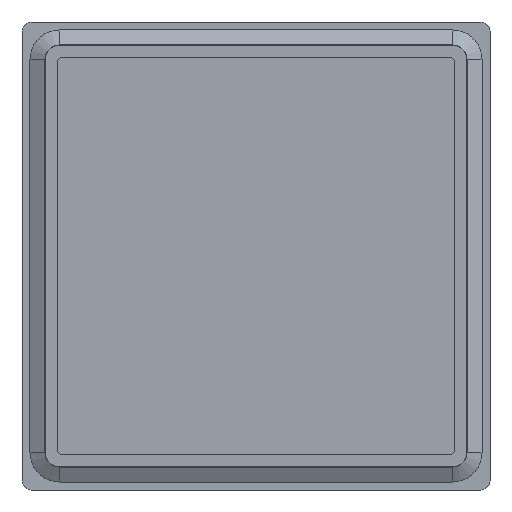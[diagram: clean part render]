
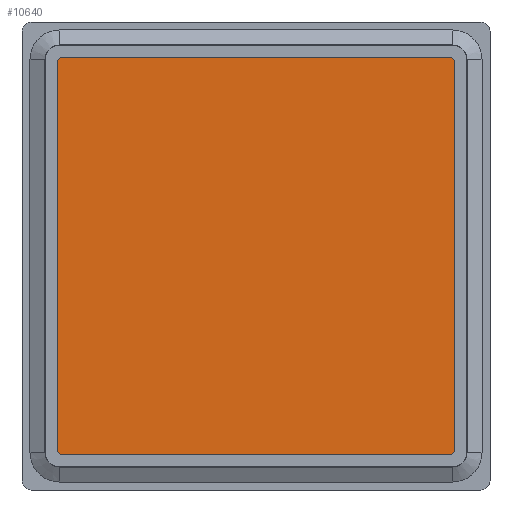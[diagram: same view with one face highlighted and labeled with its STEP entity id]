
A CAD part, front view. The second image highlights one B-rep face of the part: STEP entity #10640.
In plain terms, the highlighted planar face has unit normal (0, -1, 0).
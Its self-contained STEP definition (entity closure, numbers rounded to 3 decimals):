
#191 = CIRCLE ( 'NONE', #1784, 0.5 ) ;
#258 = AXIS2_PLACEMENT_3D ( 'NONE', #2670, #11787, #5280 ) ;
#329 = CARTESIAN_POINT ( 'NONE',  ( -22.5, 0., -21.2 ) ) ;
#419 = DIRECTION ( 'NONE',  ( 0., 0., -1. ) ) ;
#1353 = LINE ( 'NONE', #8472, #15562 ) ;
#1355 = VERTEX_POINT ( 'NONE', #16176 ) ;
#1380 = PLANE ( 'NONE',  #258 ) ;
#1424 = AXIS2_PLACEMENT_3D ( 'NONE', #4256, #1640, #419 ) ;
#1460 = VECTOR ( 'NONE', #9559, 1000. ) ;
#1640 = DIRECTION ( 'NONE',  ( 0., -1., 0. ) ) ;
#1784 = AXIS2_PLACEMENT_3D ( 'NONE', #9855, #2454, #10310 ) ;
#2046 = VERTEX_POINT ( 'NONE', #13625 ) ;
#2155 = DIRECTION ( 'NONE',  ( 0., -1., 0. ) ) ;
#2176 = VECTOR ( 'NONE', #12274, 1000. ) ;
#2454 = DIRECTION ( 'NONE',  ( 0., -1., 0. ) ) ;
#2670 = CARTESIAN_POINT ( 'NONE',  ( 0., 0., 0. ) ) ;
#2824 = EDGE_CURVE ( 'NONE', #11236, #3954, #191, .T. ) ;
#3468 = CARTESIAN_POINT ( 'NONE',  ( -21.2, 0., -20.7 ) ) ;
#3699 = EDGE_CURVE ( 'NONE', #10613, #4528, #5993, .T. ) ;
#3720 = VECTOR ( 'NONE', #9258, 1000. ) ;
#3908 = DIRECTION ( 'NONE',  ( 0., 0., -1. ) ) ;
#3954 = VERTEX_POINT ( 'NONE', #15305 ) ;
#4256 = CARTESIAN_POINT ( 'NONE',  ( 20.7, 0., -20.7 ) ) ;
#4501 = ORIENTED_EDGE ( 'NONE', *, *, #6769, .T. ) ;
#4528 = VERTEX_POINT ( 'NONE', #7929 ) ;
#4644 = CARTESIAN_POINT ( 'NONE',  ( 21.2, 0., 22.5 ) ) ;
#4843 = ORIENTED_EDGE ( 'NONE', *, *, #10978, .T. ) ;
#5231 = CARTESIAN_POINT ( 'NONE',  ( 21.2, 0., 20.7 ) ) ;
#5280 = DIRECTION ( 'NONE',  ( 0., 0., -1. ) ) ;
#5578 = CIRCLE ( 'NONE', #9913, 0.5 ) ;
#5993 = CIRCLE ( 'NONE', #11727, 0.5 ) ;
#6769 = EDGE_CURVE ( 'NONE', #2046, #1355, #10840, .T. ) ;
#7304 = CARTESIAN_POINT ( 'NONE',  ( 21.2, 0., -20.7 ) ) ;
#7929 = CARTESIAN_POINT ( 'NONE',  ( 20.7, 0., 21.2 ) ) ;
#7968 = EDGE_CURVE ( 'NONE', #3954, #10530, #1353, .T. ) ;
#8472 = CARTESIAN_POINT ( 'NONE',  ( -21.2, 0., 22.5 ) ) ;
#8970 = CARTESIAN_POINT ( 'NONE',  ( 20.7, 0., 20.7 ) ) ;
#9258 = DIRECTION ( 'NONE',  ( -1., 0., 0. ) ) ;
#9473 = ORIENTED_EDGE ( 'NONE', *, *, #9908, .T. ) ;
#9475 = EDGE_CURVE ( 'NONE', #10530, #2046, #5578, .T. ) ;
#9559 = DIRECTION ( 'NONE',  ( 1., 0., 0. ) ) ;
#9649 = EDGE_LOOP ( 'NONE', ( #4843, #16152, #10243, #10311, #4501, #9473, #16444, #13785 ) ) ;
#9827 = DIRECTION ( 'NONE',  ( 0., 0., -1. ) ) ;
#9855 = CARTESIAN_POINT ( 'NONE',  ( -20.7, 0., 20.7 ) ) ;
#9908 = EDGE_CURVE ( 'NONE', #1355, #11386, #11711, .T. ) ;
#9913 = AXIS2_PLACEMENT_3D ( 'NONE', #15049, #2155, #11266 ) ;
#10228 = FACE_OUTER_BOUND ( 'NONE', #9649, .T. ) ;
#10243 = ORIENTED_EDGE ( 'NONE', *, *, #7968, .T. ) ;
#10310 = DIRECTION ( 'NONE',  ( 0., 0., -1. ) ) ;
#10311 = ORIENTED_EDGE ( 'NONE', *, *, #9475, .T. ) ;
#10530 = VERTEX_POINT ( 'NONE', #3468 ) ;
#10613 = VERTEX_POINT ( 'NONE', #5231 ) ;
#10640 = ADVANCED_FACE ( 'NONE', ( #10228 ), #1380, .T. ) ;
#10840 = LINE ( 'NONE', #329, #1460 ) ;
#10978 = EDGE_CURVE ( 'NONE', #4528, #11236, #11261, .T. ) ;
#11236 = VERTEX_POINT ( 'NONE', #12377 ) ;
#11261 = LINE ( 'NONE', #11602, #3720 ) ;
#11266 = DIRECTION ( 'NONE',  ( 0., 0., -1. ) ) ;
#11341 = LINE ( 'NONE', #4644, #2176 ) ;
#11386 = VERTEX_POINT ( 'NONE', #7304 ) ;
#11602 = CARTESIAN_POINT ( 'NONE',  ( -22.5, 0., 21.2 ) ) ;
#11711 = CIRCLE ( 'NONE', #1424, 0.5 ) ;
#11727 = AXIS2_PLACEMENT_3D ( 'NONE', #8970, #16717, #3908 ) ;
#11787 = DIRECTION ( 'NONE',  ( 0., -1., 0. ) ) ;
#12091 = EDGE_CURVE ( 'NONE', #11386, #10613, #11341, .T. ) ;
#12274 = DIRECTION ( 'NONE',  ( 0., 0., 1. ) ) ;
#12377 = CARTESIAN_POINT ( 'NONE',  ( -20.7, 0., 21.2 ) ) ;
#13625 = CARTESIAN_POINT ( 'NONE',  ( -20.7, 0., -21.2 ) ) ;
#13785 = ORIENTED_EDGE ( 'NONE', *, *, #3699, .T. ) ;
#15049 = CARTESIAN_POINT ( 'NONE',  ( -20.7, 0., -20.7 ) ) ;
#15305 = CARTESIAN_POINT ( 'NONE',  ( -21.2, 0., 20.7 ) ) ;
#15562 = VECTOR ( 'NONE', #9827, 1000. ) ;
#16152 = ORIENTED_EDGE ( 'NONE', *, *, #2824, .T. ) ;
#16176 = CARTESIAN_POINT ( 'NONE',  ( 20.7, 0., -21.2 ) ) ;
#16444 = ORIENTED_EDGE ( 'NONE', *, *, #12091, .T. ) ;
#16717 = DIRECTION ( 'NONE',  ( 0., -1., 0. ) ) ;
